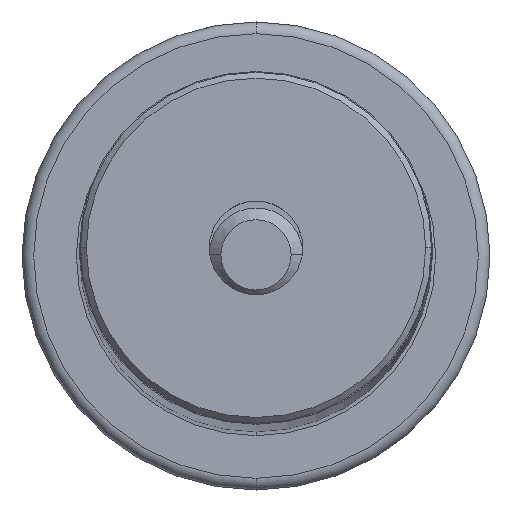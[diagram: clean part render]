
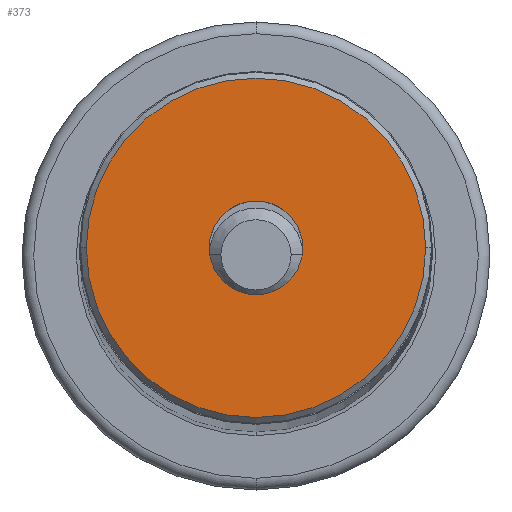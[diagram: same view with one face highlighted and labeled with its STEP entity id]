
A CAD part, top view. The second image highlights one B-rep face of the part: STEP entity #373.
In plain terms, the highlighted planar face has unit normal (0, 0, 1).
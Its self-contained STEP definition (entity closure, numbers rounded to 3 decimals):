
#373=ADVANCED_FACE('',(#733,#734),#735,.T.);
#733=FACE_BOUND('',#1119,.T.);
#734=FACE_OUTER_BOUND('',#1120,.T.);
#735=PLANE('',#1121);
#1119=EDGE_LOOP('',(#1883,#1884));
#1120=EDGE_LOOP('',(#1885,#1886));
#1121=AXIS2_PLACEMENT_3D('',#1887,#1888,#1889);
#1883=ORIENTED_EDGE('',*,*,#2130,.T.);
#1884=ORIENTED_EDGE('',*,*,#2406,.T.);
#1885=ORIENTED_EDGE('',*,*,#2434,.F.);
#1886=ORIENTED_EDGE('',*,*,#2147,.F.);
#1887=CARTESIAN_POINT('',(77.417,20.0,922.607));
#1888=DIRECTION('',(0.0,0.0,1.0));
#1889=DIRECTION('',(1.0,0.0,0.0));
#2130=EDGE_CURVE('',#2494,#2491,#2495,.T.);
#2147=EDGE_CURVE('',#2522,#2524,#2525,.T.);
#2406=EDGE_CURVE('',#2491,#2494,#2914,.T.);
#2434=EDGE_CURVE('',#2524,#2522,#2945,.T.);
#2491=VERTEX_POINT('',#3009);
#2494=VERTEX_POINT('',#3013);
#2495=CIRCLE('',#3014,8.0);
#2522=VERTEX_POINT('',#3080);
#2524=VERTEX_POINT('',#3083);
#2525=CIRCLE('',#3084,29.0);
#2914=CIRCLE('',#3722,8.0);
#2945=CIRCLE('',#3788,29.0);
#3009=CARTESIAN_POINT('',(85.417,20.0,922.607));
#3013=CARTESIAN_POINT('',(69.417,20.0,922.607));
#3014=AXIS2_PLACEMENT_3D('',#3884,#3885,#3886);
#3080=CARTESIAN_POINT('',(48.417,20.0,922.607));
#3083=CARTESIAN_POINT('',(106.417,20.0,922.607));
#3084=AXIS2_PLACEMENT_3D('',#3906,#3907,#3908);
#3722=AXIS2_PLACEMENT_3D('',#4305,#4306,#4307);
#3788=AXIS2_PLACEMENT_3D('',#4328,#4329,#4330);
#3884=CARTESIAN_POINT('',(77.417,20.0,922.607));
#3885=DIRECTION('',(0.0,0.0,-1.0));
#3886=DIRECTION('',(1.0,0.0,0.0));
#3906=CARTESIAN_POINT('',(77.417,20.0,922.607));
#3907=DIRECTION('',(-0.0,0.0,-1.0));
#3908=DIRECTION('',(-1.0,0.0,0.0));
#4305=CARTESIAN_POINT('',(77.417,20.0,922.607));
#4306=DIRECTION('',(0.0,0.0,-1.0));
#4307=DIRECTION('',(1.0,0.0,0.0));
#4328=CARTESIAN_POINT('',(77.417,20.0,922.607));
#4329=DIRECTION('',(-0.0,0.0,-1.0));
#4330=DIRECTION('',(-1.0,0.0,0.0));
